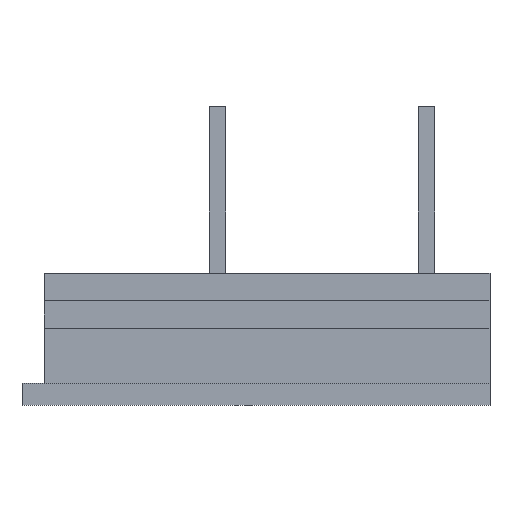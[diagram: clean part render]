
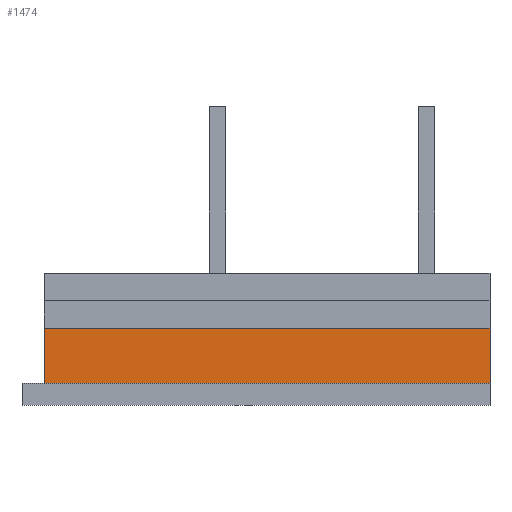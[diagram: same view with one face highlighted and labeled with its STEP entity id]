
A CAD part, front view. The second image highlights one B-rep face of the part: STEP entity #1474.
In plain terms, the highlighted planar face has unit normal (0, -1, 0).
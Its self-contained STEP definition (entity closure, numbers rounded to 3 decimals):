
#206 = VERTEX_POINT('',#207);
#207 = CARTESIAN_POINT('',(0.,-162.,8.));
#213 = EDGE_CURVE('',#206,#214,#216,.T.);
#214 = VERTEX_POINT('',#215);
#215 = CARTESIAN_POINT('',(-162.,-162.,8.));
#216 = LINE('',#217,#218);
#217 = CARTESIAN_POINT('',(0.,-162.,8.));
#218 = VECTOR('',#219,1.);
#219 = DIRECTION('',(-1.,-0.,-0.));
#977 = VERTEX_POINT('',#978);
#978 = CARTESIAN_POINT('',(0.,-162.,28.));
#984 = EDGE_CURVE('',#206,#977,#985,.T.);
#985 = LINE('',#986,#987);
#986 = CARTESIAN_POINT('',(0.,-162.,8.));
#987 = VECTOR('',#988,1.);
#988 = DIRECTION('',(0.,0.,1.));
#1407 = EDGE_CURVE('',#214,#1408,#1410,.T.);
#1408 = VERTEX_POINT('',#1409);
#1409 = CARTESIAN_POINT('',(-162.,-162.,28.));
#1410 = LINE('',#1411,#1412);
#1411 = CARTESIAN_POINT('',(-162.,-162.,8.));
#1412 = VECTOR('',#1413,1.);
#1413 = DIRECTION('',(0.,0.,1.));
#1474 = ADVANCED_FACE('',(#1475),#1486,.F.);
#1475 = FACE_BOUND('',#1476,.F.);
#1476 = EDGE_LOOP('',(#1477,#1478,#1479,#1485));
#1477 = ORIENTED_EDGE('',*,*,#213,.T.);
#1478 = ORIENTED_EDGE('',*,*,#1407,.T.);
#1479 = ORIENTED_EDGE('',*,*,#1480,.F.);
#1480 = EDGE_CURVE('',#977,#1408,#1481,.T.);
#1481 = LINE('',#1482,#1483);
#1482 = CARTESIAN_POINT('',(0.,-162.,28.));
#1483 = VECTOR('',#1484,1.);
#1484 = DIRECTION('',(-1.,-0.,-0.));
#1485 = ORIENTED_EDGE('',*,*,#984,.F.);
#1486 = PLANE('',#1487);
#1487 = AXIS2_PLACEMENT_3D('',#1488,#1489,#1490);
#1488 = CARTESIAN_POINT('',(0.,-162.,8.));
#1489 = DIRECTION('',(0.,1.,0.));
#1490 = DIRECTION('',(0.,0.,1.));
